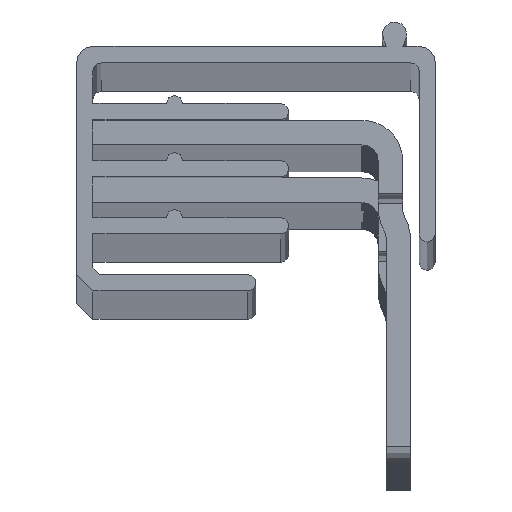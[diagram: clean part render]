
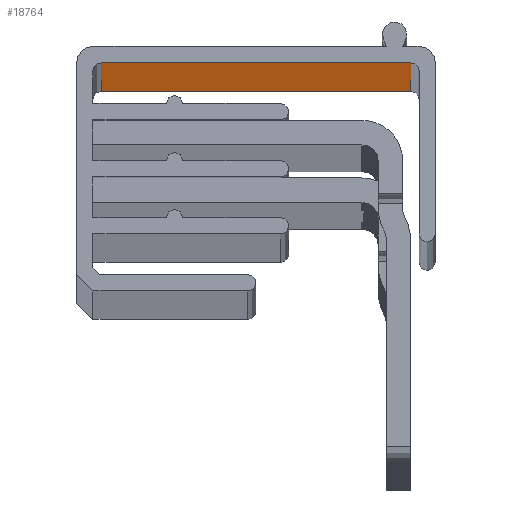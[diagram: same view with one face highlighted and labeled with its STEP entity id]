
A CAD part, top view. The second image highlights one B-rep face of the part: STEP entity #18764.
In plain terms, the highlighted planar face has unit normal (0, -1, 0).
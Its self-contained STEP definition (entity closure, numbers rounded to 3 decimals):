
#180=DIRECTION('',(-1.,0.,0.));
#181=VECTOR('',#180,19.);
#182=CARTESIAN_POINT('',(9.5,6.5,-500.));
#183=LINE('',#182,#181);
#184=DIRECTION('',(0.,0.,-1.));
#185=VECTOR('',#184,1000.);
#186=CARTESIAN_POINT('',(9.5,6.5,500.));
#187=LINE('',#186,#185);
#188=DIRECTION('',(0.,0.,-1.));
#189=VECTOR('',#188,1000.);
#190=CARTESIAN_POINT('',(-9.5,6.5,500.));
#191=LINE('',#190,#189);
#2469=DIRECTION('',(-1.,0.,0.));
#2470=VECTOR('',#2469,19.);
#2471=CARTESIAN_POINT('',(9.5,6.5,500.));
#2472=LINE('',#2471,#2470);
#14372=CARTESIAN_POINT('',(-9.5,6.5,-500.));
#14373=VERTEX_POINT('',#14372);
#14374=CARTESIAN_POINT('',(9.5,6.5,-500.));
#14375=VERTEX_POINT('',#14374);
#14416=CARTESIAN_POINT('',(9.5,6.5,500.));
#14417=VERTEX_POINT('',#14416);
#14418=CARTESIAN_POINT('',(-9.5,6.5,500.));
#14419=VERTEX_POINT('',#14418);
#18751=CARTESIAN_POINT('',(0.,6.5,0.));
#18752=DIRECTION('',(0.,1.,0.));
#18753=DIRECTION('',(1.,0.,0.));
#18754=AXIS2_PLACEMENT_3D('',#18751,#18752,#18753);
#18755=PLANE('',#18754);
#18756=ORIENTED_EDGE('',*,*,#18566,.T.);
#18758=ORIENTED_EDGE('',*,*,#18757,.F.);
#18760=ORIENTED_EDGE('',*,*,#18759,.F.);
#18761=ORIENTED_EDGE('',*,*,#18743,.T.);
#18762=EDGE_LOOP('',(#18756,#18758,#18760,#18761));
#18763=FACE_OUTER_BOUND('',#18762,.F.);
#18566=EDGE_CURVE('',#14375,#14373,#183,.T.);
#18743=EDGE_CURVE('',#14417,#14375,#187,.T.);
#18757=EDGE_CURVE('',#14419,#14373,#191,.T.);
#18759=EDGE_CURVE('',#14417,#14419,#2472,.T.);
#18764=ADVANCED_FACE('',(#18763),#18755,.F.);
